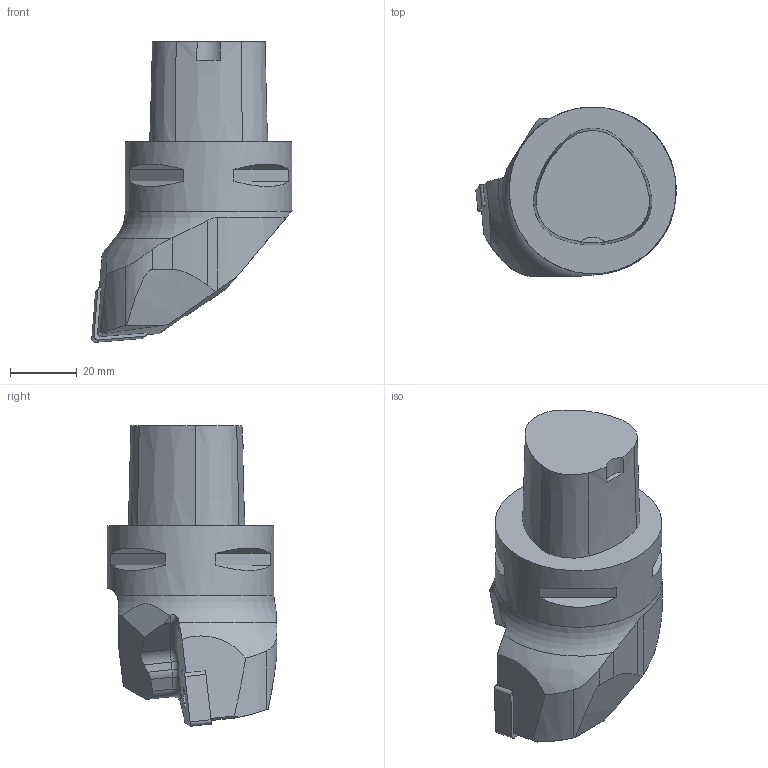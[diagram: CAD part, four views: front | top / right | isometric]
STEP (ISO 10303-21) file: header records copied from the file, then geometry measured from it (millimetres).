
FILE_DESCRIPTION(/* description */ (''),/* implementation_level */ '2;1');
FILE_NAME(/* name */ '1543399149235.stp',/* time_stamp */ '2018-11-28T15:29:24+06:00',/* author */ (''),/* organization */ ('SMS'),/* preprocessor_version */ 'ST-DEVELOPER v15',/* originating_system */ 'SIEMENS PLM Software NX 8.5',/* authorisation */ '');
FILE_SCHEMA (('AUTOMOTIVE_DESIGN { 1 0 10303 214 3 1 1 1 }'));
Length unit declared in the file: millimetre
Products named in the file (4): IsoTurningInsert; ASSEMBLY_CONSTRUCTION; 201879965mod000_01; 201879963mod000_01
Assembly tree (3 placements, depth 2):
  201879963mod000_01
    201879965mod000_01
    ASSEMBLY_CONSTRUCTION
    IsoTurningInsert
Bounding box: 59.98 x 50.86 x 90 mm (x, y, z)
Volume: 117553 mm3; surface area: 16206.8 mm2
Topology: 2 solids, 2 shells, 79 faces, 202 edges, 139 vertices
Faces by surface type: plane 41, cylinder 25, torus 6, cone 6, bspline 1
Full cylindrical faces by diameter (mm): 6.35 x2, 50 x1
Entity records: 2724 total; most frequent: CARTESIAN_POINT 648, DIRECTION 419, ORIENTED_EDGE 392, EDGE_CURVE 196, AXIS2_PLACEMENT_3D 163, VERTEX_POINT 130, LINE 93, VECTOR 93
